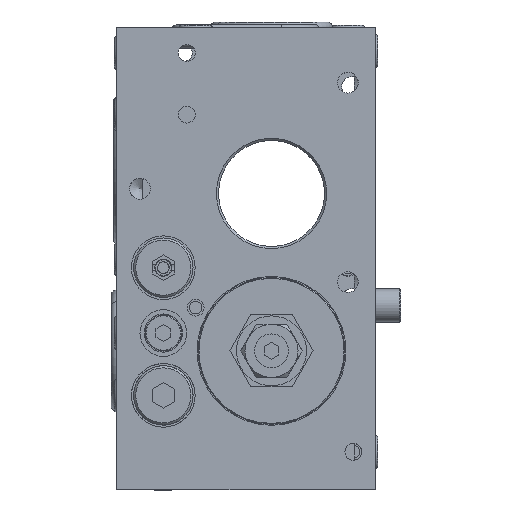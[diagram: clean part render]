
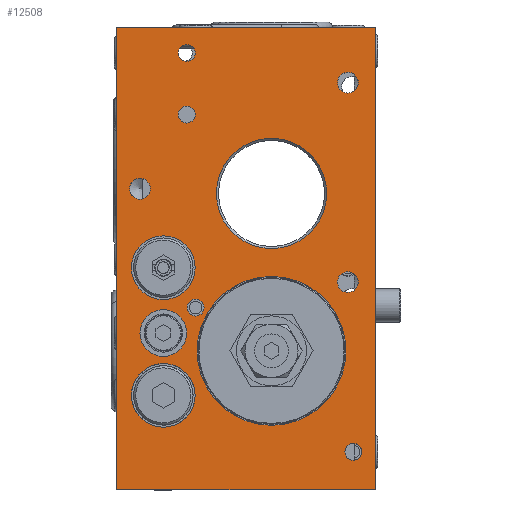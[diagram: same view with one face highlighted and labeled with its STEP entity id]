
A CAD part, left-side view. The second image highlights one B-rep face of the part: STEP entity #12508.
In plain terms, the highlighted face is planar.
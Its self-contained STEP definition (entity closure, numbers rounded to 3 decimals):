
#402=PLANE('',#13577);
#882=LINE('',#18969,#1351);
#897=LINE('',#19036,#1366);
#898=LINE('',#19038,#1367);
#899=LINE('',#19040,#1368);
#1351=VECTOR('',#15404,1000.);
#1366=VECTOR('',#15463,1000.);
#1367=VECTOR('',#15464,1000.);
#1368=VECTOR('',#15465,1000.);
#2077=ORIENTED_EDGE('',*,*,#4463,.T.);
#2078=ORIENTED_EDGE('',*,*,#4464,.T.);
#2079=ORIENTED_EDGE('',*,*,#4465,.T.);
#2080=ORIENTED_EDGE('',*,*,#4327,.T.);
#2081=ORIENTED_EDGE('',*,*,#4321,.T.);
#2082=ORIENTED_EDGE('',*,*,#4466,.T.);
#2083=ORIENTED_EDGE('',*,*,#4316,.T.);
#2084=ORIENTED_EDGE('',*,*,#4311,.T.);
#2085=ORIENTED_EDGE('',*,*,#4309,.T.);
#2086=ORIENTED_EDGE('',*,*,#4305,.T.);
#2087=ORIENTED_EDGE('',*,*,#4467,.F.);
#2088=ORIENTED_EDGE('',*,*,#4468,.F.);
#2089=ORIENTED_EDGE('',*,*,#4469,.T.);
#2090=ORIENTED_EDGE('',*,*,#4436,.T.);
#2091=ORIENTED_EDGE('',*,*,#4470,.T.);
#2092=ORIENTED_EDGE('',*,*,#4471,.T.);
#4305=EDGE_CURVE('',#5509,#5509,#6456,.T.);
#4309=EDGE_CURVE('',#5512,#5512,#6458,.T.);
#4311=EDGE_CURVE('',#5514,#5514,#6460,.T.);
#4316=EDGE_CURVE('',#5517,#5517,#6462,.T.);
#4321=EDGE_CURVE('',#5520,#5520,#6464,.T.);
#4327=EDGE_CURVE('',#5524,#5524,#6466,.T.);
#4436=EDGE_CURVE('',#5611,#5609,#882,.T.);
#4463=EDGE_CURVE('',#5637,#5637,#6541,.T.);
#4464=EDGE_CURVE('',#5638,#5638,#6542,.T.);
#4465=EDGE_CURVE('',#5639,#5639,#6543,.T.);
#4466=EDGE_CURVE('',#5640,#5640,#6544,.T.);
#4467=EDGE_CURVE('',#5641,#5609,#897,.T.);
#4468=EDGE_CURVE('',#5642,#5641,#898,.T.);
#4469=EDGE_CURVE('',#5642,#5611,#899,.T.);
#4470=EDGE_CURVE('',#5643,#5643,#6545,.T.);
#4471=EDGE_CURVE('',#5644,#5644,#6546,.T.);
#5509=VERTEX_POINT('',#18644);
#5512=VERTEX_POINT('',#18652);
#5514=VERTEX_POINT('',#18657);
#5517=VERTEX_POINT('',#18673);
#5520=VERTEX_POINT('',#18689);
#5524=VERTEX_POINT('',#18701);
#5609=VERTEX_POINT('',#18967);
#5611=VERTEX_POINT('',#18970);
#5637=VERTEX_POINT('',#19029);
#5638=VERTEX_POINT('',#19031);
#5639=VERTEX_POINT('',#19033);
#5640=VERTEX_POINT('',#19035);
#5641=VERTEX_POINT('',#19037);
#5642=VERTEX_POINT('',#19039);
#5643=VERTEX_POINT('',#19042);
#5644=VERTEX_POINT('',#19044);
#6456=CIRCLE('',#13436,2.);
#6458=CIRCLE('',#13439,2.);
#6460=CIRCLE('',#13442,2.459);
#6462=CIRCLE('',#13446,2.459);
#6464=CIRCLE('',#13450,2.);
#6466=CIRCLE('',#13456,2.);
#6541=CIRCLE('',#13578,7.5);
#6542=CIRCLE('',#13579,7.5);
#6543=CIRCLE('',#13580,5.5);
#6544=CIRCLE('',#13581,2.459);
#6545=CIRCLE('',#13582,13.);
#6546=CIRCLE('',#13583,17.55);
#7233=EDGE_LOOP('',(#2077));
#7234=EDGE_LOOP('',(#2078));
#7235=EDGE_LOOP('',(#2079));
#7236=EDGE_LOOP('',(#2080));
#7237=EDGE_LOOP('',(#2081));
#7238=EDGE_LOOP('',(#2082));
#7239=EDGE_LOOP('',(#2083));
#7240=EDGE_LOOP('',(#2084));
#7241=EDGE_LOOP('',(#2085));
#7242=EDGE_LOOP('',(#2086));
#7243=EDGE_LOOP('',(#2087,#2088,#2089,#2090));
#7244=EDGE_LOOP('',(#2091));
#7245=EDGE_LOOP('',(#2092));
#8550=FACE_BOUND('',#7233,.T.);
#8551=FACE_BOUND('',#7234,.T.);
#8552=FACE_BOUND('',#7235,.T.);
#8553=FACE_BOUND('',#7236,.T.);
#8554=FACE_BOUND('',#7237,.T.);
#8555=FACE_BOUND('',#7238,.T.);
#8556=FACE_BOUND('',#7239,.T.);
#8557=FACE_BOUND('',#7240,.T.);
#8558=FACE_BOUND('',#7241,.T.);
#8559=FACE_BOUND('',#7242,.T.);
#8560=FACE_BOUND('',#7243,.T.);
#8561=FACE_BOUND('',#7244,.T.);
#8562=FACE_BOUND('',#7245,.T.);
#12508=ADVANCED_FACE('',(#8550,#8551,#8552,#8553,#8554,#8555,#8556,#8557,
#8558,#8559,#8560,#8561,#8562),#402,.T.);
#13436=AXIS2_PLACEMENT_3D('',#18643,#15113,#15114);
#13439=AXIS2_PLACEMENT_3D('',#18651,#15121,#15122);
#13442=AXIS2_PLACEMENT_3D('',#18656,#15127,#15128);
#13446=AXIS2_PLACEMENT_3D('',#18672,#15137,#15138);
#13450=AXIS2_PLACEMENT_3D('',#18688,#15147,#15148);
#13456=AXIS2_PLACEMENT_3D('',#18700,#15161,#15162);
#13577=AXIS2_PLACEMENT_3D('',#19027,#15453,#15454);
#13578=AXIS2_PLACEMENT_3D('',#19028,#15455,#15456);
#13579=AXIS2_PLACEMENT_3D('',#19030,#15457,#15458);
#13580=AXIS2_PLACEMENT_3D('',#19032,#15459,#15460);
#13581=AXIS2_PLACEMENT_3D('',#19034,#15461,#15462);
#13582=AXIS2_PLACEMENT_3D('',#19041,#15466,#15467);
#13583=AXIS2_PLACEMENT_3D('',#19043,#15468,#15469);
#15113=DIRECTION('',(-1.,0.,0.));
#15114=DIRECTION('',(0.,0.,-1.));
#15121=DIRECTION('',(-1.,0.,0.));
#15122=DIRECTION('',(0.,0.,-1.));
#15127=DIRECTION('',(-1.,0.,0.));
#15128=DIRECTION('',(0.,0.,-1.));
#15137=DIRECTION('',(-1.,0.,0.));
#15138=DIRECTION('',(0.,0.,-1.));
#15147=DIRECTION('',(-1.,0.,0.));
#15148=DIRECTION('',(0.,0.,-1.));
#15161=DIRECTION('',(-1.,0.,0.));
#15162=DIRECTION('',(0.,0.,-1.));
#15404=DIRECTION('',(0.,-1.,0.));
#15453=DIRECTION('',(1.,0.,0.));
#15454=DIRECTION('',(0.,0.,-1.));
#15455=DIRECTION('',(-1.,0.,0.));
#15456=DIRECTION('',(0.,0.,-1.));
#15457=DIRECTION('',(-1.,0.,0.));
#15458=DIRECTION('',(0.,0.,-1.));
#15459=DIRECTION('',(-1.,0.,0.));
#15460=DIRECTION('',(0.,0.,-1.));
#15461=DIRECTION('',(-1.,0.,0.));
#15462=DIRECTION('',(0.,0.,-1.));
#15463=DIRECTION('',(0.,0.,1.));
#15464=DIRECTION('',(0.,-1.,0.));
#15465=DIRECTION('',(0.,0.,1.));
#15466=DIRECTION('',(-1.,0.,0.));
#15467=DIRECTION('',(0.,0.,1.));
#15468=DIRECTION('',(-1.,0.,0.));
#15469=DIRECTION('',(0.,0.,1.));
#18643=CARTESIAN_POINT('',(90.,16.5,48.5));
#18644=CARTESIAN_POINT('',(90.,16.5,46.5));
#18651=CARTESIAN_POINT('',(90.,16.5,34.));
#18652=CARTESIAN_POINT('',(90.,16.5,32.));
#18656=CARTESIAN_POINT('',(90.,54.5,41.5));
#18657=CARTESIAN_POINT('',(90.,54.5,39.042));
#18672=CARTESIAN_POINT('',(90.,54.5,-5.5));
#18673=CARTESIAN_POINT('',(90.,54.5,-7.958));
#18688=CARTESIAN_POINT('',(90.,18.6,-11.5));
#18689=CARTESIAN_POINT('',(90.,18.6,-13.5));
#18700=CARTESIAN_POINT('',(90.,55.8,-45.5));
#18701=CARTESIAN_POINT('',(90.,55.8,-47.5));
#18967=CARTESIAN_POINT('',(90.,0.,54.5));
#18969=CARTESIAN_POINT('',(90.,61.,54.5));
#18970=CARTESIAN_POINT('',(90.,61.,54.5));
#19027=CARTESIAN_POINT('',(90.,61.,-54.5));
#19028=CARTESIAN_POINT('',(90.,11.,-32.2));
#19029=CARTESIAN_POINT('',(90.,11.,-39.7));
#19030=CARTESIAN_POINT('',(90.,11.,-2.1));
#19031=CARTESIAN_POINT('',(90.,11.,-9.6));
#19032=CARTESIAN_POINT('',(90.,11.,-17.5));
#19033=CARTESIAN_POINT('',(90.,11.,-23.));
#19034=CARTESIAN_POINT('',(90.,5.5,16.5));
#19035=CARTESIAN_POINT('',(90.,5.5,14.042));
#19036=CARTESIAN_POINT('',(90.,0.,-54.5));
#19037=CARTESIAN_POINT('',(90.,0.,-54.5));
#19038=CARTESIAN_POINT('',(90.,61.,-54.5));
#19039=CARTESIAN_POINT('',(90.,61.,-54.5));
#19040=CARTESIAN_POINT('',(90.,61.,-54.5));
#19041=CARTESIAN_POINT('',(90.,36.5,15.4));
#19042=CARTESIAN_POINT('',(90.,36.5,28.4));
#19043=CARTESIAN_POINT('',(90.,36.5,-21.7));
#19044=CARTESIAN_POINT('',(90.,36.5,-4.15));
